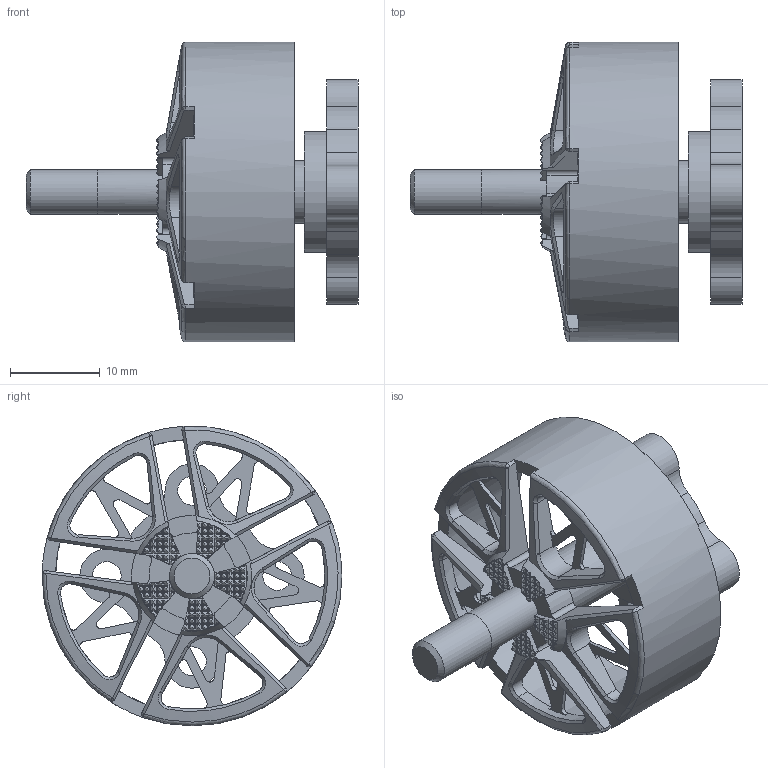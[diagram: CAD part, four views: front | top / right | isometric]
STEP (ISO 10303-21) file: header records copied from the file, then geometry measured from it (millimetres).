
FILE_DESCRIPTION(/* description */ (''),/* implementation_level */ '2;1');
FILE_NAME(/* name */ 'Silnik_complex.stp',/* time_stamp */ '2024-03-10T22:41:25+01:00',/* author */ ('Humbak'),/* organization */ (''),/* preprocessor_version */ 'ST-DEVELOPER v20',/* originating_system */ 'Autodesk Inventor 2024',/* authorisation */ '');
FILE_SCHEMA (('AUTOMOTIVE_DESIGN { 1 0 10303 214 3 1 1 }'));
Length unit declared in the file: millimetre
Products named in the file (1): Silnik_complex
Bounding box: 37 x 33.4 x 33.4 mm (x, y, z)
Volume: 4621.1 mm3; surface area: 5504.5 mm2
Topology: 1 solids, 1 shells, 784 faces, 2086 edges, 1346 vertices
Faces by surface type: plane 601, cylinder 86, bspline 75, cone 17, torus 5
Full cylindrical faces by diameter (mm): 3.2 x4, 5 x2, 7 x1, 13.5 x1, 30.4 x1, 33.4 x1
Entity records: 26083 total; most frequent: CARTESIAN_POINT 6726, ORIENTED_EDGE 4172, DIRECTION 3708, EDGE_CURVE 2086, LINE 1524, VECTOR 1524, VERTEX_POINT 1346, AXIS2_PLACEMENT_3D 1092
